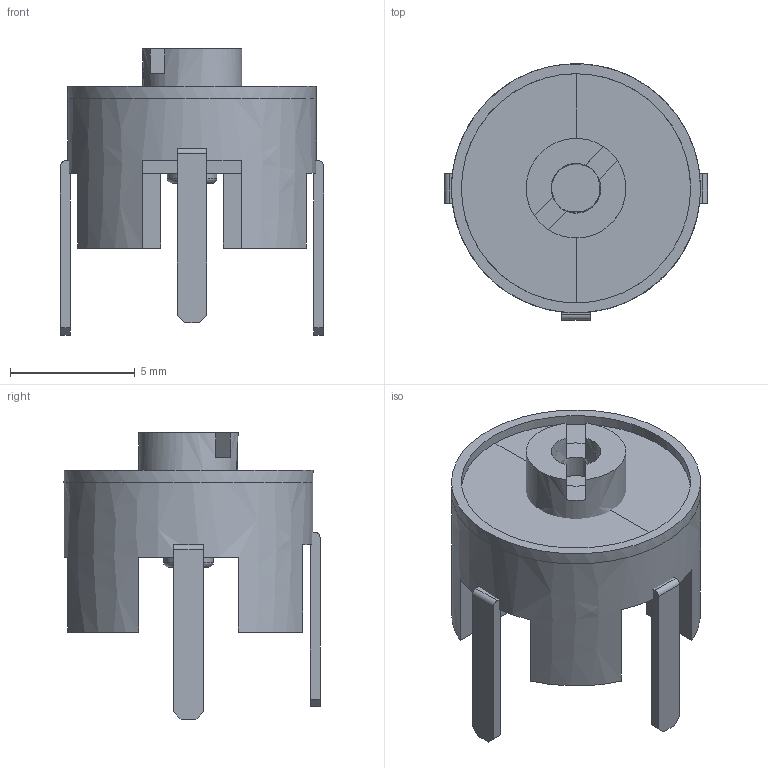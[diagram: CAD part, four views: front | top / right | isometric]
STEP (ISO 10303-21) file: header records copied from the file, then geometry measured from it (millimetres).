
FILE_DESCRIPTION(('FreeCAD Model'),'2;1');
FILE_NAME('Open CASCADE Shape Model','2022-09-10T17:10:46',(''),(''), 'Open CASCADE STEP processor 7.6','FreeCAD','Unknown');
FILE_SCHEMA(('AUTOMOTIVE_DESIGN { 1 0 10303 214 1 1 1 1 }'));
Length unit declared in the file: millimetre
Products named in the file (9): Trimmer_variable_capacitor; 1st HALF; 2nd HALF; CORE; PIN1; BODY; SCREW; PIN2; RING
Assembly tree (8 placements, depth 2):
  Trimmer_variable_capacitor
    1st HALF
    2nd HALF
    CORE
    PIN1
    BODY
    SCREW
    PIN2
    RING
Bounding box: 10.56 x 10.28 x 11.5 mm (x, y, z)
Volume: 348.5 mm3; surface area: 748.2 mm2
Topology: 8 solids, 8 shells, 75 faces, 177 edges, 117 vertices
Faces by surface type: bspline 75
Entity records: 5808 total; most frequent: CARTESIAN_POINT 2701, ORIENTED_EDGE 354, PCURVE 354, DEFINITIONAL_REPRESENTATION 354, DIRECTION 289, LINE 271, VECTOR 271, B_SPLINE_CURVE_WITH_KNOTS 216
